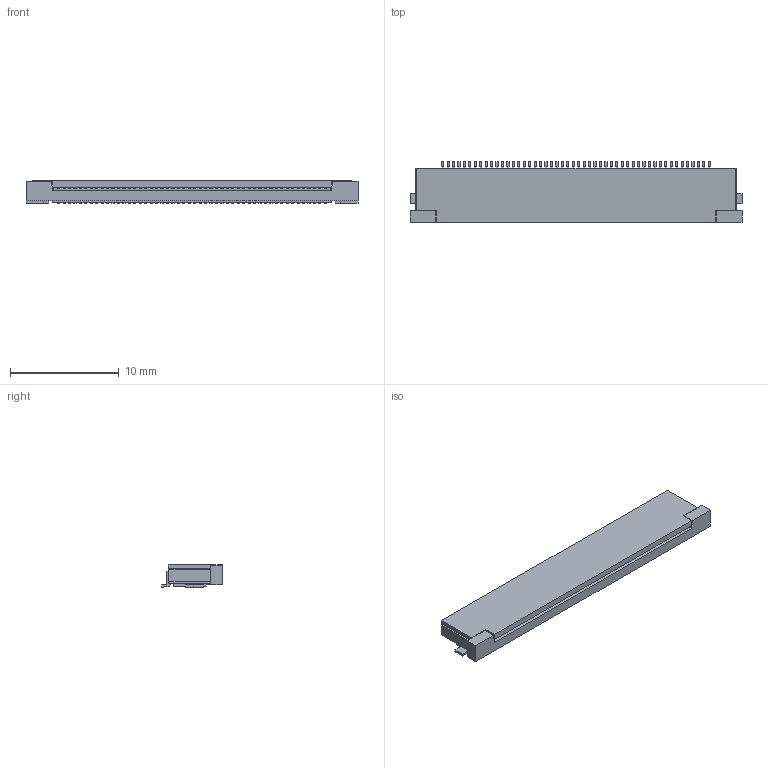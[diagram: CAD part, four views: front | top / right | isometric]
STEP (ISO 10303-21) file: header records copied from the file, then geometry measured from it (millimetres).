
FILE_DESCRIPTION(('FreeCAD Model'),'2;1');
FILE_NAME('I62684-50210ALF.step', '2017-08-06T15:34:30',('kicad StepUp'),('ksu MCAD'), 'Open CASCADE STEP processor 6.8','FreeCAD','Unknown');
FILE_SCHEMA(('AUTOMOTIVE_DESIGN_CC2 { 1 2 10303 214 -1 1 5 4 }'));
Length unit declared in the file: millimetre
Products named in the file (2): ASSEMBLY; I62684-50210ALF
Assembly tree (1 placements, depth 2):
  ASSEMBLY
    I62684-50210ALF
Bounding box: 30.5 x 5.6 x 2.05 mm (x, y, z)
Volume: 247 mm3; surface area: 899.1 mm2
Topology: 1 solids, 2 shells, 1032 faces, 3074 edges, 2048 vertices
Faces by surface type: plane 932, cylinder 100
Entity records: 34125 total; most frequent: CARTESIAN_POINT 6162, ORIENTED_EDGE 6148, DIRECTION 5340, EDGE_CURVE 3074, LINE 2872, VECTOR 2872, VERTEX_POINT 2048, AXIS2_PLACEMENT_3D 1234
